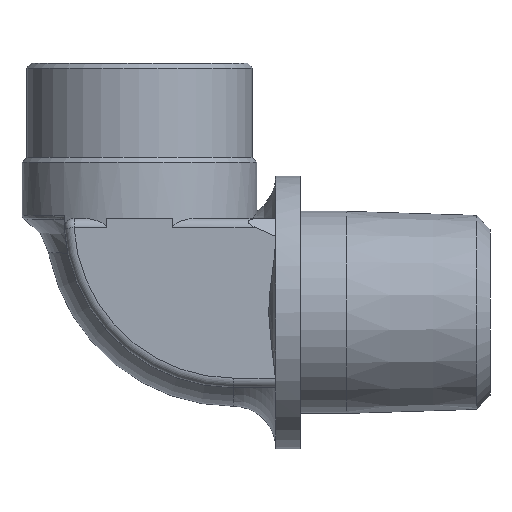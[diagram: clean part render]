
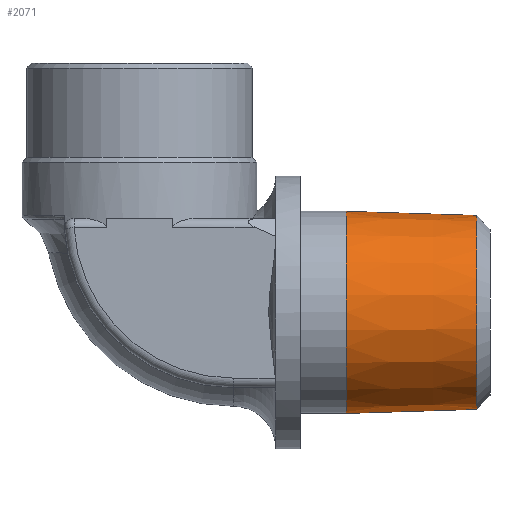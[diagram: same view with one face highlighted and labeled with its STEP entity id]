
A CAD part, front view. The second image highlights one B-rep face of the part: STEP entity #2071.
In plain terms, the highlighted conical face has half-angle 1.78 degrees and reference radius 10.75 mm.
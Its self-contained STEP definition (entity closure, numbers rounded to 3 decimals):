
#3 = DIRECTION ( 'NONE',  ( -1., 0., 0. ) ) ;
#20 = CARTESIAN_POINT ( 'NONE',  ( 12., 0., 0.75 ) ) ;
#28 = EDGE_CURVE ( 'NONE', #2589, #555, #2279, .T. ) ;
#44 = LINE ( 'NONE', #1235, #418 ) ;
#53 = VECTOR ( 'NONE', #428, 1000. ) ;
#413 = DIRECTION ( 'NONE',  ( -1., 0., -0.031 ) ) ;
#418 = VECTOR ( 'NONE', #413, 1000. ) ;
#428 = DIRECTION ( 'NONE',  ( -1., 0., 0.031 ) ) ;
#555 = VERTEX_POINT ( 'NONE', #2519 ) ;
#780 = EDGE_CURVE ( 'NONE', #1008, #2589, #1162, .T. ) ;
#845 = DIRECTION ( 'NONE',  ( 1., 0., 0. ) ) ;
#1008 = VERTEX_POINT ( 'NONE', #2164 ) ;
#1038 = CARTESIAN_POINT ( 'NONE',  ( 12., 0., -20.75 ) ) ;
#1152 = ORIENTED_EDGE ( 'NONE', *, *, #28, .T. ) ;
#1162 = CIRCLE ( 'NONE', #2253, 10.318 ) ;
#1235 = CARTESIAN_POINT ( 'NONE',  ( 12., 0., -20.75 ) ) ;
#1257 = CARTESIAN_POINT ( 'NONE',  ( 25.901, 0., -10. ) ) ;
#1383 = ORIENTED_EDGE ( 'NONE', *, *, #780, .T. ) ;
#1449 = EDGE_LOOP ( 'NONE', ( #2611, #1383, #1152, #2539 ) ) ;
#1475 = DIRECTION ( 'NONE',  ( 0., 0., 1. ) ) ;
#1629 = EDGE_CURVE ( 'NONE', #1008, #2020, #44, .T. ) ;
#1683 = CIRCLE ( 'NONE', #2470, 10.75 ) ;
#1690 = CARTESIAN_POINT ( 'NONE',  ( 12., 0., -10. ) ) ;
#1900 = DIRECTION ( 'NONE',  ( 0., 0., 1. ) ) ;
#2020 = VERTEX_POINT ( 'NONE', #1038 ) ;
#2045 = FACE_OUTER_BOUND ( 'NONE', #1449, .T. ) ;
#2051 = EDGE_CURVE ( 'NONE', #555, #2020, #1683, .T. ) ;
#2071 = ADVANCED_FACE ( 'NONE', ( #2045 ), #2536, .T. ) ;
#2090 = DIRECTION ( 'NONE',  ( -1., 0., 0. ) ) ;
#2099 = CARTESIAN_POINT ( 'NONE',  ( 12., 0., -10. ) ) ;
#2159 = CARTESIAN_POINT ( 'NONE',  ( 25.901, 0., 0.318 ) ) ;
#2164 = CARTESIAN_POINT ( 'NONE',  ( 25.901, 0., -20.318 ) ) ;
#2253 = AXIS2_PLACEMENT_3D ( 'NONE', #1257, #3, #1475 ) ;
#2279 = LINE ( 'NONE', #20, #53 ) ;
#2298 = DIRECTION ( 'NONE',  ( 0., 0., -1. ) ) ;
#2470 = AXIS2_PLACEMENT_3D ( 'NONE', #2099, #845, #2298 ) ;
#2519 = CARTESIAN_POINT ( 'NONE',  ( 12., 0., 0.75 ) ) ;
#2536 = CONICAL_SURFACE ( 'NONE', #2619, 10.75, 0.031 ) ;
#2539 = ORIENTED_EDGE ( 'NONE', *, *, #2051, .T. ) ;
#2589 = VERTEX_POINT ( 'NONE', #2159 ) ;
#2611 = ORIENTED_EDGE ( 'NONE', *, *, #1629, .F. ) ;
#2619 = AXIS2_PLACEMENT_3D ( 'NONE', #1690, #2090, #1900 ) ;
